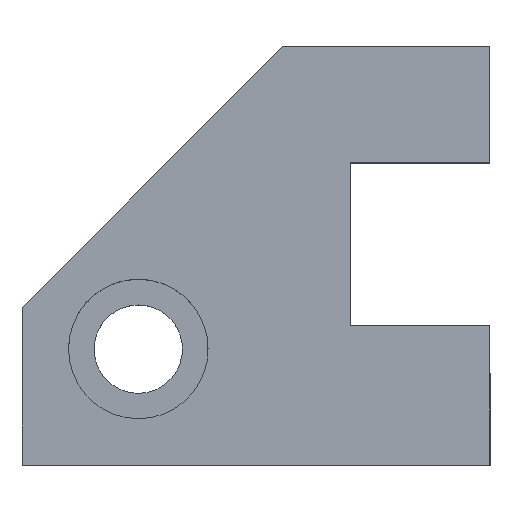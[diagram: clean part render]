
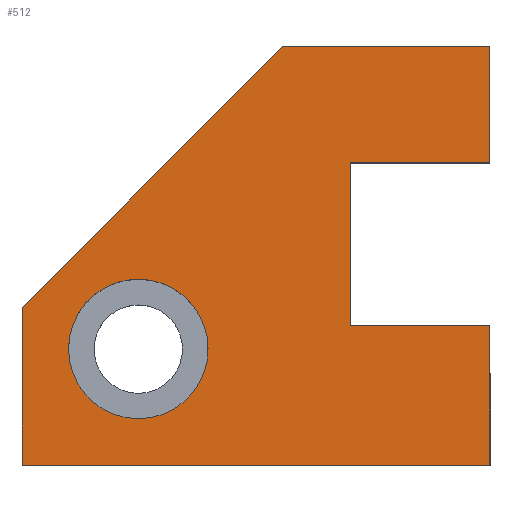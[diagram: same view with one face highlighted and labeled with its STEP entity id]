
A CAD part, top view. The second image highlights one B-rep face of the part: STEP entity #512.
In plain terms, the highlighted planar face has unit normal (0, 0, 1).
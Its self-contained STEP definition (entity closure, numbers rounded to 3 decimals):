
#8 = LINE ( 'NONE', #299, #39 ) ;
#9 = VERTEX_POINT ( 'NONE', #423 ) ;
#22 = DIRECTION ( 'NONE',  ( -1., 0., 0. ) ) ;
#33 = DIRECTION ( 'NONE',  ( 0., 1., 0. ) ) ;
#34 = LINE ( 'NONE', #250, #589 ) ;
#39 = VECTOR ( 'NONE', #359, 1000. ) ;
#56 = ORIENTED_EDGE ( 'NONE', *, *, #234, .T. ) ;
#79 = DIRECTION ( 'NONE',  ( -1., 0., 0. ) ) ;
#80 = DIRECTION ( 'NONE',  ( 1., 0., 0. ) ) ;
#82 = EDGE_CURVE ( 'NONE', #286, #595, #34, .T. ) ;
#83 = CARTESIAN_POINT ( 'NONE',  ( 0., 0., 8. ) ) ;
#90 = CARTESIAN_POINT ( 'NONE',  ( -16.7, 39.82, 8. ) ) ;
#95 = CARTESIAN_POINT ( 'NONE',  ( -16.7, 0., 8. ) ) ;
#99 = EDGE_CURVE ( 'NONE', #101, #340, #489, .T. ) ;
#100 = CARTESIAN_POINT ( 'NONE',  ( -28.82, 31.82, 8. ) ) ;
#101 = VERTEX_POINT ( 'NONE', #654 ) ;
#102 = EDGE_CURVE ( 'NONE', #716, #424, #200, .T. ) ;
#106 = EDGE_LOOP ( 'NONE', ( #429, #177, #559, #195, #56, #400, #445, #142, #633 ) ) ;
#119 = EDGE_CURVE ( 'NONE', #374, #716, #594, .T. ) ;
#125 = CARTESIAN_POINT ( 'NONE',  ( -36.82, 33.608, 8. ) ) ;
#142 = ORIENTED_EDGE ( 'NONE', *, *, #155, .T. ) ;
#143 = CARTESIAN_POINT ( 'NONE',  ( -16.7, 0., 8. ) ) ;
#155 = EDGE_CURVE ( 'NONE', #424, #286, #610, .T. ) ;
#177 = ORIENTED_EDGE ( 'NONE', *, *, #334, .F. ) ;
#186 = VECTOR ( 'NONE', #33, 1000. ) ;
#188 = CIRCLE ( 'NONE', #672, 3. ) ;
#195 = ORIENTED_EDGE ( 'NONE', *, *, #99, .T. ) ;
#200 = LINE ( 'NONE', #701, #530 ) ;
#208 = VECTOR ( 'NONE', #538, 1000. ) ;
#229 = AXIS2_PLACEMENT_3D ( 'NONE', #364, #647, #699 ) ;
#234 = EDGE_CURVE ( 'NONE', #340, #374, #658, .T. ) ;
#244 = CARTESIAN_POINT ( 'NONE',  ( -31.82, 31.82, 8. ) ) ;
#250 = CARTESIAN_POINT ( 'NONE',  ( 0., 32.82, 8. ) ) ;
#286 = VERTEX_POINT ( 'NONE', #514 ) ;
#288 = ORIENTED_EDGE ( 'NONE', *, *, #680, .F. ) ;
#293 = DIRECTION ( 'NONE',  ( -1., 0., 0. ) ) ;
#299 = CARTESIAN_POINT ( 'NONE',  ( -22.7, 0., 8. ) ) ;
#309 = PLANE ( 'NONE',  #645 ) ;
#312 = CARTESIAN_POINT ( 'NONE',  ( -36.82, 0., 8. ) ) ;
#317 = DIRECTION ( 'NONE',  ( 1., 0., 0. ) ) ;
#319 = CARTESIAN_POINT ( 'NONE',  ( -36.82, 26.82, 8. ) ) ;
#334 = EDGE_CURVE ( 'NONE', #450, #9, #412, .T. ) ;
#340 = VERTEX_POINT ( 'NONE', #415 ) ;
#341 = DIRECTION ( 'NONE',  ( -0.707, -0.707, 0. ) ) ;
#348 = VECTOR ( 'NONE', #459, 1000. ) ;
#355 = CARTESIAN_POINT ( 'NONE',  ( 0., 39.82, 8. ) ) ;
#359 = DIRECTION ( 'NONE',  ( 0., -1., 0. ) ) ;
#364 = CARTESIAN_POINT ( 'NONE',  ( -31.82, 31.82, 8. ) ) ;
#374 = VERTEX_POINT ( 'NONE', #125 ) ;
#378 = EDGE_LOOP ( 'NONE', ( #493, #288 ) ) ;
#379 = EDGE_CURVE ( 'NONE', #9, #595, #8, .T. ) ;
#400 = ORIENTED_EDGE ( 'NONE', *, *, #119, .T. ) ;
#405 = VECTOR ( 'NONE', #341, 1000. ) ;
#412 = LINE ( 'NONE', #355, #503 ) ;
#415 = CARTESIAN_POINT ( 'NONE',  ( -25.608, 44.82, 8. ) ) ;
#422 = CARTESIAN_POINT ( 'NONE',  ( -16.7, 26.82, 8. ) ) ;
#423 = CARTESIAN_POINT ( 'NONE',  ( -22.7, 39.82, 8. ) ) ;
#424 = VERTEX_POINT ( 'NONE', #422 ) ;
#429 = ORIENTED_EDGE ( 'NONE', *, *, #379, .F. ) ;
#436 = VECTOR ( 'NONE', #22, 1000. ) ;
#445 = ORIENTED_EDGE ( 'NONE', *, *, #102, .T. ) ;
#450 = VERTEX_POINT ( 'NONE', #90 ) ;
#459 = DIRECTION ( 'NONE',  ( 0., 1., 0. ) ) ;
#461 = CIRCLE ( 'NONE', #229, 3. ) ;
#485 = CARTESIAN_POINT ( 'NONE',  ( 0., 44.82, 8. ) ) ;
#489 = LINE ( 'NONE', #485, #436 ) ;
#493 = ORIENTED_EDGE ( 'NONE', *, *, #496, .F. ) ;
#496 = EDGE_CURVE ( 'NONE', #605, #720, #461, .T. ) ;
#503 = VECTOR ( 'NONE', #293, 1000. ) ;
#504 = CARTESIAN_POINT ( 'NONE',  ( -22.7, 32.82, 8. ) ) ;
#507 = CARTESIAN_POINT ( 'NONE',  ( -35.214, 35.214, 8. ) ) ;
#512 = ADVANCED_FACE ( 'NONE', ( #596, #593 ), #309, .T. ) ;
#514 = CARTESIAN_POINT ( 'NONE',  ( -16.7, 32.82, 8. ) ) ;
#522 = EDGE_CURVE ( 'NONE', #450, #101, #541, .T. ) ;
#530 = VECTOR ( 'NONE', #591, 1000. ) ;
#538 = DIRECTION ( 'NONE',  ( 0., -1., 0. ) ) ;
#541 = LINE ( 'NONE', #143, #186 ) ;
#559 = ORIENTED_EDGE ( 'NONE', *, *, #522, .T. ) ;
#589 = VECTOR ( 'NONE', #79, 1000. ) ;
#591 = DIRECTION ( 'NONE',  ( 1., 0., 0. ) ) ;
#593 = FACE_OUTER_BOUND ( 'NONE', #106, .T. ) ;
#594 = LINE ( 'NONE', #312, #208 ) ;
#595 = VERTEX_POINT ( 'NONE', #504 ) ;
#596 = FACE_BOUND ( 'NONE', #378, .T. ) ;
#605 = VERTEX_POINT ( 'NONE', #100 ) ;
#610 = LINE ( 'NONE', #95, #348 ) ;
#633 = ORIENTED_EDGE ( 'NONE', *, *, #82, .T. ) ;
#642 = DIRECTION ( 'NONE',  ( 0., 0., 1. ) ) ;
#645 = AXIS2_PLACEMENT_3D ( 'NONE', #83, #656, #317 ) ;
#647 = DIRECTION ( 'NONE',  ( 0., 0., 1. ) ) ;
#654 = CARTESIAN_POINT ( 'NONE',  ( -16.7, 44.82, 8. ) ) ;
#656 = DIRECTION ( 'NONE',  ( 0., 0., 1. ) ) ;
#658 = LINE ( 'NONE', #507, #405 ) ;
#672 = AXIS2_PLACEMENT_3D ( 'NONE', #244, #642, #80 ) ;
#680 = EDGE_CURVE ( 'NONE', #720, #605, #188, .T. ) ;
#699 = DIRECTION ( 'NONE',  ( 1., 0., 0. ) ) ;
#701 = CARTESIAN_POINT ( 'NONE',  ( 0., 26.82, 8. ) ) ;
#709 = CARTESIAN_POINT ( 'NONE',  ( -34.82, 31.82, 8. ) ) ;
#716 = VERTEX_POINT ( 'NONE', #319 ) ;
#720 = VERTEX_POINT ( 'NONE', #709 ) ;
